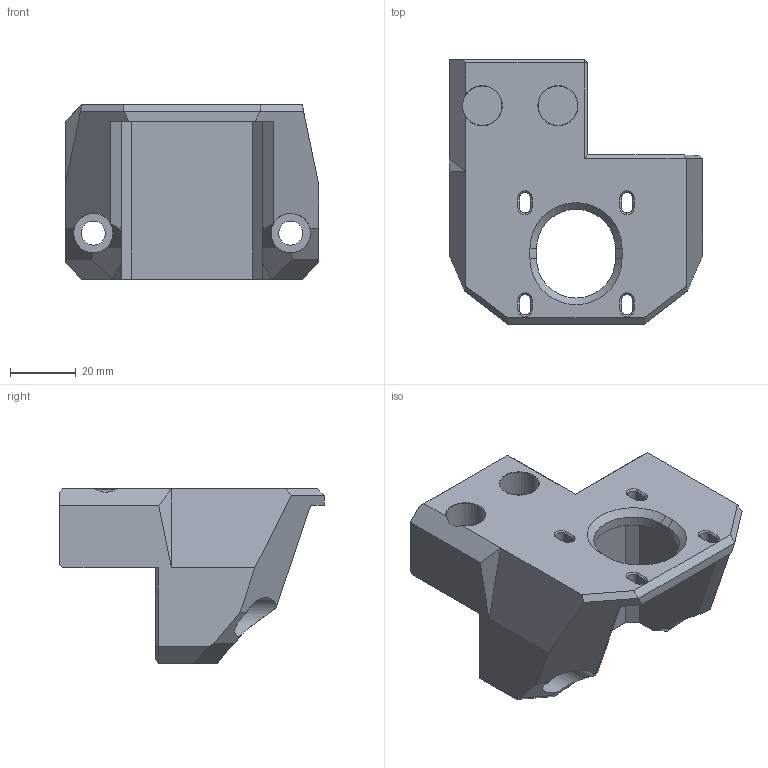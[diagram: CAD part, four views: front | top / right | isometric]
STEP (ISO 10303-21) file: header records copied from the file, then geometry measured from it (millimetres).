
FILE_DESCRIPTION(/* description */ ('STEP AP214'),/* implementation_level */ '2;1');
FILE_NAME(/* name */ '603a46a483511015a261eeff',/* time_stamp */ '2021-02-27T13:18:29+00:00',/* author */ (''),/* organization */ (''),/* preprocessor_version */ 'ST-DEVELOPER v18.1',/* originating_system */ ' ',/* authorisation */ ' ');
FILE_SCHEMA (('AUTOMOTIVE_DESIGN {1 0 10303 214 3 1 1}'));
Length unit declared in the file: metre
Products named in the file (1): lead_screw_motor_cage_back
Bounding box: 77 x 80.5 x 53 mm (x, y, z)
Volume: 97878.9 mm3; surface area: 26363.2 mm2
Topology: 1 solids, 1 shells, 110 faces, 276 edges, 171 vertices
Faces by surface type: plane 80, cylinder 18, cone 12
Full cylindrical faces by diameter (mm): 6.3 x2, 7.3 x2, 12 x4
Entity records: 3211 total; most frequent: CARTESIAN_POINT 549, DIRECTION 539, ORIENTED_EDGE 528, EDGE_CURVE 264, LINE 207, VECTOR 207, VERTEX_POINT 168, AXIS2_PLACEMENT_3D 166
